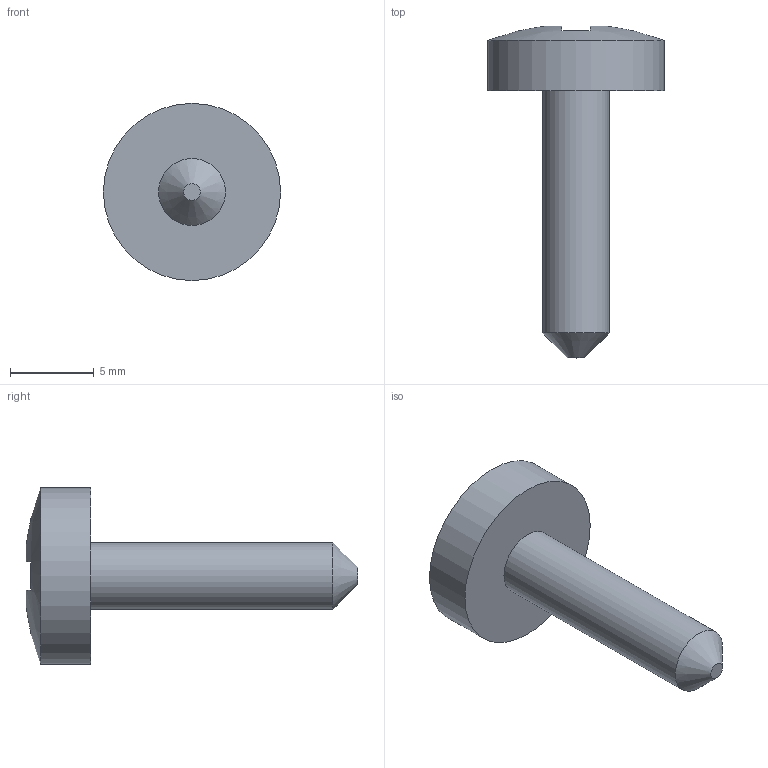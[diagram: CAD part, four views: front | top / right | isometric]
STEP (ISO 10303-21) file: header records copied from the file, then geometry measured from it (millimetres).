
FILE_DESCRIPTION (( 'STEP AP203' ), '1' );
FILE_NAME ('58350-240-16.STEP', '2020-01-24T09:00:34', ( '' ), ( '' ), 'SwSTEP 2.0', 'SolidWorks 2015', '' );
FILE_SCHEMA (( 'CONFIG_CONTROL_DESIGN' ));
Length unit declared in the file: millimetre
Products named in the file (2): 58350-240-16
Bounding box: 10.6 x 19.87 x 10.6 mm (x, y, z)
Volume: 441.8 mm3; surface area: 519.1 mm2
Topology: 1 solids, 21 shells, 309 faces, 765 edges, 511 vertices
Faces by surface type: bspline 128, plane 123, cone 55, cylinder 2, sphere 1
Full cylindrical faces by diameter (mm): 4 x1, 10.6 x1
Entity records: 15751 total; most frequent: CARTESIAN_POINT 9674, ORIENTED_EDGE 1520, EDGE_CURVE 760, DIRECTION 669, VERTEX_POINT 507, B_SPLINE_CURVE_WITH_KNOTS 447, EDGE_LOOP 323, FACE_OUTER_BOUND 292
